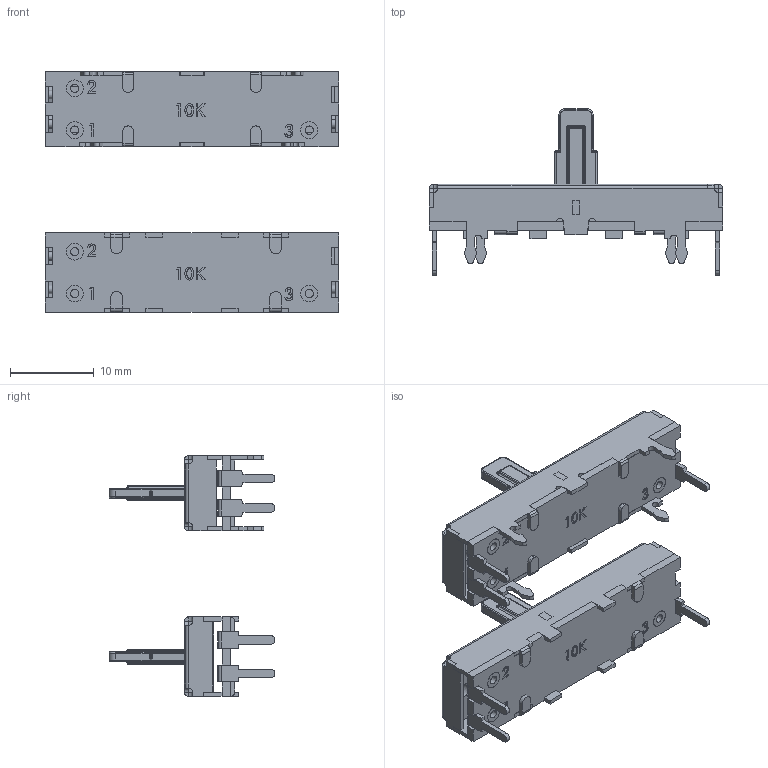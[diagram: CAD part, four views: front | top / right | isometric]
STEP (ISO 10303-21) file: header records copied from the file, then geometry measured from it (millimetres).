
FILE_DESCRIPTION(('STEP AP214'),'1');
FILE_NAME('Slide potentiometers.stp','2019-05-02T15:32:13',('Ad Moerenhout'),('-'),'Spatial InterOp 3D',' ',' ');
FILE_SCHEMA(('AUTOMOTIVE_DESIGN { 1 0 10303 214 1 1 1 1 }'));
Length unit declared in the file: inch
Products named in the file (1): Part_76413
Bounding box: 35 x 19.82 x 28.76 mm (x, y, z)
Volume: 2230.2 mm3; surface area: 6202 mm2
Topology: 14 solids, 14 shells, 1063 faces, 2857 edges, 1806 vertices
Faces by surface type: plane 591, cylinder 308, extrusion 96, sphere 32, torus 24, bspline 8, cone 4
Entity records: 43154 total; most frequent: CARTESIAN_POINT 7856, ORIENTED_EDGE 5634, DIRECTION 5353, EDGE_CURVE 2817, VECTOR 2035, LINE 1939, VERTEX_POINT 1806, AXIS2_PLACEMENT_3D 1659
